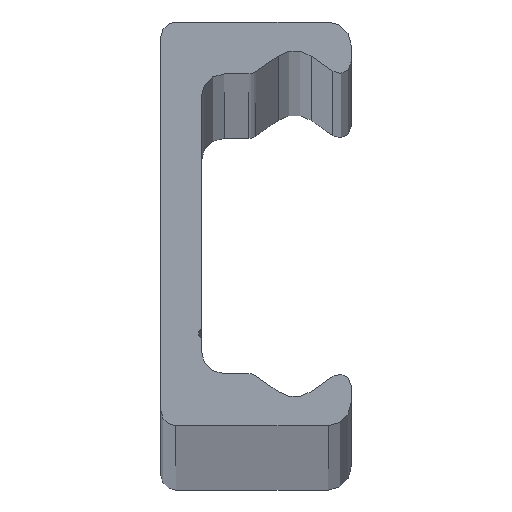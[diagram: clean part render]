
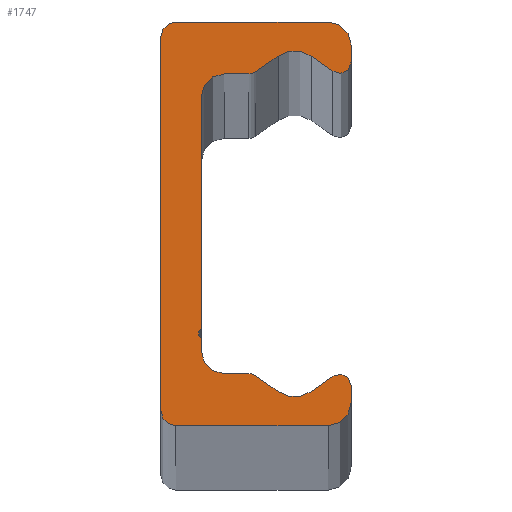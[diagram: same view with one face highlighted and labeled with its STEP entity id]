
A CAD part, top view. The second image highlights one B-rep face of the part: STEP entity #1747.
In plain terms, the highlighted planar face has unit normal (0, 0, 1).
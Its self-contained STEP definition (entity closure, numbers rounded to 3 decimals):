
#34=VECTOR('',#2404,1.);
#39=VECTOR('',#2416,1.);
#43=VECTOR('',#2427,1.);
#47=VECTOR('',#2438,1.);
#51=VECTOR('',#2449,1.);
#55=VECTOR('',#2460,1.);
#59=VECTOR('',#2471,1.);
#63=VECTOR('',#2482,1.);
#67=VECTOR('',#2493,1.);
#71=VECTOR('',#2504,1.);
#75=VECTOR('',#2515,1.);
#79=VECTOR('',#2526,1.);
#83=VECTOR('',#2537,1.);
#86=LINE('',#2869,#34);
#91=LINE('',#2884,#39);
#95=LINE('',#2896,#43);
#99=LINE('',#2908,#47);
#103=LINE('',#2920,#51);
#107=LINE('',#2932,#55);
#111=LINE('',#2944,#59);
#115=LINE('',#2956,#63);
#119=LINE('',#2968,#67);
#123=LINE('',#2980,#71);
#127=LINE('',#2992,#75);
#131=LINE('',#3004,#79);
#135=LINE('',#3016,#83);
#151=PLANE('',#2001);
#313=VERTEX_POINT('',#2870);
#314=VERTEX_POINT('',#2871);
#317=VERTEX_POINT('',#2879);
#319=VERTEX_POINT('',#2885);
#321=VERTEX_POINT('',#2891);
#323=VERTEX_POINT('',#2897);
#325=VERTEX_POINT('',#2903);
#327=VERTEX_POINT('',#2909);
#329=VERTEX_POINT('',#2915);
#331=VERTEX_POINT('',#2921);
#333=VERTEX_POINT('',#2927);
#335=VERTEX_POINT('',#2933);
#337=VERTEX_POINT('',#2939);
#339=VERTEX_POINT('',#2945);
#341=VERTEX_POINT('',#2951);
#343=VERTEX_POINT('',#2957);
#345=VERTEX_POINT('',#2963);
#347=VERTEX_POINT('',#2969);
#349=VERTEX_POINT('',#2975);
#351=VERTEX_POINT('',#2981);
#353=VERTEX_POINT('',#2987);
#355=VERTEX_POINT('',#2993);
#357=VERTEX_POINT('',#2999);
#359=VERTEX_POINT('',#3005);
#361=VERTEX_POINT('',#3011);
#363=VERTEX_POINT('',#3017);
#485=CIRCLE('',#1951,2.);
#487=CIRCLE('',#1955,1.);
#489=CIRCLE('',#1959,2.5);
#491=CIRCLE('',#1963,1.);
#493=CIRCLE('',#1967,2.);
#495=CIRCLE('',#1971,0.5);
#497=CIRCLE('',#1975,2.);
#499=CIRCLE('',#1979,1.);
#501=CIRCLE('',#1983,2.5);
#503=CIRCLE('',#1987,1.);
#505=CIRCLE('',#1991,2.);
#507=CIRCLE('',#1995,1.3);
#509=CIRCLE('',#1999,1.3);
#631=EDGE_CURVE('',#313,#314,#86,.T.);
#635=EDGE_CURVE('',#314,#317,#485,.T.);
#638=EDGE_CURVE('',#317,#319,#91,.T.);
#641=EDGE_CURVE('',#319,#321,#487,.T.);
#644=EDGE_CURVE('',#321,#323,#95,.T.);
#647=EDGE_CURVE('',#323,#325,#489,.T.);
#650=EDGE_CURVE('',#325,#327,#99,.T.);
#653=EDGE_CURVE('',#327,#329,#491,.T.);
#656=EDGE_CURVE('',#329,#331,#103,.T.);
#659=EDGE_CURVE('',#331,#333,#493,.T.);
#662=EDGE_CURVE('',#333,#335,#107,.T.);
#665=EDGE_CURVE('',#335,#337,#495,.T.);
#668=EDGE_CURVE('',#337,#339,#111,.T.);
#671=EDGE_CURVE('',#339,#341,#497,.T.);
#674=EDGE_CURVE('',#341,#343,#115,.T.);
#677=EDGE_CURVE('',#343,#345,#499,.T.);
#680=EDGE_CURVE('',#345,#347,#119,.T.);
#683=EDGE_CURVE('',#347,#349,#501,.T.);
#686=EDGE_CURVE('',#349,#351,#123,.T.);
#689=EDGE_CURVE('',#351,#353,#503,.T.);
#692=EDGE_CURVE('',#353,#355,#127,.T.);
#695=EDGE_CURVE('',#355,#357,#505,.T.);
#698=EDGE_CURVE('',#357,#359,#131,.T.);
#701=EDGE_CURVE('',#359,#361,#507,.T.);
#704=EDGE_CURVE('',#361,#363,#135,.T.);
#707=EDGE_CURVE('',#363,#313,#509,.T.);
#1053=ORIENTED_EDGE('',*,*,#631,.F.);
#1054=ORIENTED_EDGE('',*,*,#707,.F.);
#1055=ORIENTED_EDGE('',*,*,#704,.F.);
#1056=ORIENTED_EDGE('',*,*,#701,.F.);
#1057=ORIENTED_EDGE('',*,*,#698,.F.);
#1058=ORIENTED_EDGE('',*,*,#695,.F.);
#1059=ORIENTED_EDGE('',*,*,#692,.F.);
#1060=ORIENTED_EDGE('',*,*,#689,.F.);
#1061=ORIENTED_EDGE('',*,*,#686,.F.);
#1062=ORIENTED_EDGE('',*,*,#683,.F.);
#1063=ORIENTED_EDGE('',*,*,#680,.F.);
#1064=ORIENTED_EDGE('',*,*,#677,.F.);
#1065=ORIENTED_EDGE('',*,*,#674,.F.);
#1066=ORIENTED_EDGE('',*,*,#671,.F.);
#1067=ORIENTED_EDGE('',*,*,#668,.F.);
#1068=ORIENTED_EDGE('',*,*,#665,.F.);
#1069=ORIENTED_EDGE('',*,*,#662,.F.);
#1070=ORIENTED_EDGE('',*,*,#659,.F.);
#1071=ORIENTED_EDGE('',*,*,#656,.F.);
#1072=ORIENTED_EDGE('',*,*,#653,.F.);
#1073=ORIENTED_EDGE('',*,*,#650,.F.);
#1074=ORIENTED_EDGE('',*,*,#647,.F.);
#1075=ORIENTED_EDGE('',*,*,#644,.F.);
#1076=ORIENTED_EDGE('',*,*,#641,.F.);
#1077=ORIENTED_EDGE('',*,*,#638,.F.);
#1078=ORIENTED_EDGE('',*,*,#635,.F.);
#1371=EDGE_LOOP('',(#1053,#1054,#1055,#1056,#1057,#1058,#1059,#1060,#1061,
#1062,#1063,#1064,#1065,#1066,#1067,#1068,#1069,#1070,#1071,#1072,#1073,
#1074,#1075,#1076,#1077,#1078));
#1639=FACE_BOUND('',#1371,.T.);
#1747=ADVANCED_FACE('',(#1639),#151,.T.);
#1951=AXIS2_PLACEMENT_3D('',#2878,#2410,#2411);
#1955=AXIS2_PLACEMENT_3D('',#2890,#2421,#2422);
#1959=AXIS2_PLACEMENT_3D('',#2902,#2432,#2433);
#1963=AXIS2_PLACEMENT_3D('',#2914,#2443,#2444);
#1967=AXIS2_PLACEMENT_3D('',#2926,#2454,#2455);
#1971=AXIS2_PLACEMENT_3D('',#2938,#2465,#2466);
#1975=AXIS2_PLACEMENT_3D('',#2950,#2476,#2477);
#1979=AXIS2_PLACEMENT_3D('',#2962,#2487,#2488);
#1983=AXIS2_PLACEMENT_3D('',#2974,#2498,#2499);
#1987=AXIS2_PLACEMENT_3D('',#2986,#2509,#2510);
#1991=AXIS2_PLACEMENT_3D('',#2998,#2520,#2521);
#1995=AXIS2_PLACEMENT_3D('',#3010,#2531,#2532);
#1999=AXIS2_PLACEMENT_3D('',#3022,#2542,#2543);
#2001=AXIS2_PLACEMENT_3D('',#3024,#2546,$);
#2404=DIRECTION('',(1.,0.,0.));
#2410=DIRECTION('',(0.,0.,-1.));
#2411=DIRECTION('',(2.,0.,0.));
#2416=DIRECTION('',(0.,-1.,0.));
#2421=DIRECTION('',(0.,0.,-1.));
#2422=DIRECTION('',(1.,0.,0.));
#2427=DIRECTION('',(-0.819,0.574,0.));
#2432=DIRECTION('',(0.,0.,1.));
#2433=DIRECTION('',(2.5,0.,0.));
#2438=DIRECTION('',(-0.819,-0.574,0.));
#2443=DIRECTION('',(0.,0.,-1.));
#2444=DIRECTION('',(1.,0.,0.));
#2449=DIRECTION('',(-1.,0.,0.));
#2454=DIRECTION('',(0.,0.,1.));
#2455=DIRECTION('',(2.,0.,0.));
#2460=DIRECTION('',(0.,-1.,0.));
#2465=DIRECTION('',(0.,0.,1.));
#2466=DIRECTION('',(0.5,0.,0.));
#2471=DIRECTION('',(0.,-1.,0.));
#2476=DIRECTION('',(0.,0.,1.));
#2477=DIRECTION('',(2.,0.,0.));
#2482=DIRECTION('',(1.,0.,0.));
#2487=DIRECTION('',(0.,0.,-1.));
#2488=DIRECTION('',(1.,0.,0.));
#2493=DIRECTION('',(0.819,-0.574,0.));
#2498=DIRECTION('',(0.,0.,1.));
#2499=DIRECTION('',(2.5,0.,0.));
#2504=DIRECTION('',(0.819,0.574,0.));
#2509=DIRECTION('',(0.,0.,-1.));
#2510=DIRECTION('',(1.,0.,0.));
#2515=DIRECTION('',(0.,-1.,0.));
#2520=DIRECTION('',(0.,0.,-1.));
#2521=DIRECTION('',(2.,0.,0.));
#2526=DIRECTION('',(-1.,0.,0.));
#2531=DIRECTION('',(0.,0.,-1.));
#2532=DIRECTION('',(1.3,0.,0.));
#2537=DIRECTION('',(0.,1.,0.));
#2542=DIRECTION('',(0.,0.,-1.));
#2543=DIRECTION('',(1.3,0.,0.));
#2546=DIRECTION('',(0.,0.,1.));
#2869=CARTESIAN_POINT('',(14.5,17.5,3200.));
#2870=CARTESIAN_POINT('',(1.3,17.5,3200.));
#2871=CARTESIAN_POINT('',(14.5,17.5,3200.));
#2878=CARTESIAN_POINT('',(14.5,15.5,3200.));
#2879=CARTESIAN_POINT('',(16.5,15.5,3200.));
#2884=CARTESIAN_POINT('',(16.5,14.042,3200.));
#2885=CARTESIAN_POINT('',(16.5,14.042,3200.));
#2890=CARTESIAN_POINT('',(15.5,14.042,3200.));
#2891=CARTESIAN_POINT('',(14.926,13.223,3200.));
#2896=CARTESIAN_POINT('',(13.034,14.548,3200.));
#2897=CARTESIAN_POINT('',(13.034,14.548,3200.));
#2902=CARTESIAN_POINT('',(11.6,12.5,3200.));
#2903=CARTESIAN_POINT('',(10.166,14.548,3200.));
#2908=CARTESIAN_POINT('',(8.214,13.181,3200.));
#2909=CARTESIAN_POINT('',(8.214,13.181,3200.));
#2914=CARTESIAN_POINT('',(7.64,14.,3200.));
#2915=CARTESIAN_POINT('',(7.64,13.,3200.));
#2920=CARTESIAN_POINT('',(5.5,13.,3200.));
#2921=CARTESIAN_POINT('',(5.5,13.,3200.));
#2926=CARTESIAN_POINT('',(5.5,11.,3200.));
#2927=CARTESIAN_POINT('',(3.5,11.,3200.));
#2932=CARTESIAN_POINT('',(3.5,-9.067,3200.));
#2933=CARTESIAN_POINT('',(3.5,-9.067,3200.));
#2938=CARTESIAN_POINT('',(3.75,-9.5,3200.));
#2939=CARTESIAN_POINT('',(3.5,-9.933,3200.));
#2944=CARTESIAN_POINT('',(3.5,-11.,3200.));
#2945=CARTESIAN_POINT('',(3.5,-11.,3200.));
#2950=CARTESIAN_POINT('',(5.5,-11.,3200.));
#2951=CARTESIAN_POINT('',(5.5,-13.,3200.));
#2956=CARTESIAN_POINT('',(7.64,-13.,3200.));
#2957=CARTESIAN_POINT('',(7.64,-13.,3200.));
#2962=CARTESIAN_POINT('',(7.64,-14.,3200.));
#2963=CARTESIAN_POINT('',(8.214,-13.181,3200.));
#2968=CARTESIAN_POINT('',(10.166,-14.548,3200.));
#2969=CARTESIAN_POINT('',(10.166,-14.548,3200.));
#2974=CARTESIAN_POINT('',(11.6,-12.5,3200.));
#2975=CARTESIAN_POINT('',(13.034,-14.548,3200.));
#2980=CARTESIAN_POINT('',(14.926,-13.223,3200.));
#2981=CARTESIAN_POINT('',(14.926,-13.223,3200.));
#2986=CARTESIAN_POINT('',(15.5,-14.042,3200.));
#2987=CARTESIAN_POINT('',(16.5,-14.042,3200.));
#2992=CARTESIAN_POINT('',(16.5,-15.5,3200.));
#2993=CARTESIAN_POINT('',(16.5,-15.5,3200.));
#2998=CARTESIAN_POINT('',(14.5,-15.5,3200.));
#2999=CARTESIAN_POINT('',(14.5,-17.5,3200.));
#3004=CARTESIAN_POINT('',(1.3,-17.5,3200.));
#3005=CARTESIAN_POINT('',(1.3,-17.5,3200.));
#3010=CARTESIAN_POINT('',(1.3,-16.2,3200.));
#3011=CARTESIAN_POINT('',(0.,-16.2,3200.));
#3016=CARTESIAN_POINT('',(0.,16.2,3200.));
#3017=CARTESIAN_POINT('',(0.,16.2,3200.));
#3022=CARTESIAN_POINT('',(1.3,16.2,3200.));
#3024=CARTESIAN_POINT('',(5.942,-0.014,3200.));
